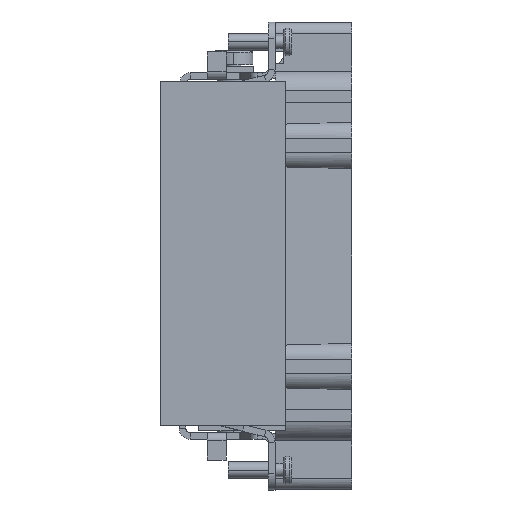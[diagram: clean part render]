
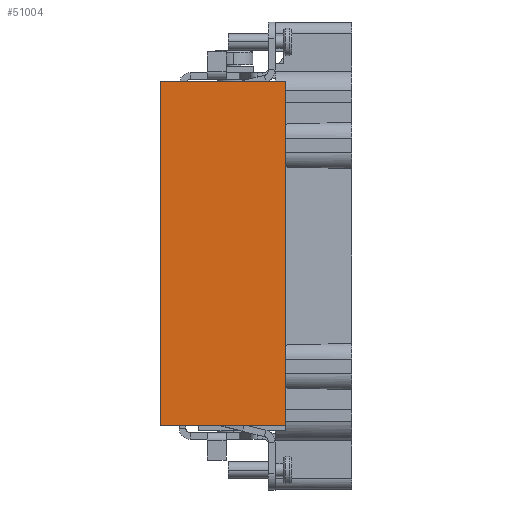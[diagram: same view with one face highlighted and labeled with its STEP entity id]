
A CAD part, left-side view. The second image highlights one B-rep face of the part: STEP entity #51004.
In plain terms, the highlighted planar face has unit normal (-1, 0, 0).
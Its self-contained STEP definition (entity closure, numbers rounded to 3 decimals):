
#4639=DIRECTION('',(0.,0.,-1.));
#4640=VECTOR('',#4639,62.3);
#4641=CARTESIAN_POINT('',(-17.,0.,48.4));
#4642=LINE('',#4641,#4640);
#4777=DIRECTION('',(0.,-1.,0.));
#4778=VECTOR('',#4777,22.7);
#4779=CARTESIAN_POINT('',(-17.,22.7,48.4));
#4780=LINE('',#4779,#4778);
#4781=DIRECTION('',(0.,1.,0.));
#4782=VECTOR('',#4781,22.7);
#4783=CARTESIAN_POINT('',(-17.,0.,-13.9));
#4784=LINE('',#4783,#4782);
#4797=DIRECTION('',(0.,0.,1.));
#4798=VECTOR('',#4797,62.3);
#4799=CARTESIAN_POINT('',(-17.,22.7,-13.9));
#4800=LINE('',#4799,#4798);
#37702=CARTESIAN_POINT('',(-17.,22.7,-13.9));
#37703=CARTESIAN_POINT('',(-17.,22.7,48.4));
#37704=VERTEX_POINT('',#37702);
#37705=VERTEX_POINT('',#37703);
#37742=CARTESIAN_POINT('',(-17.,0.,48.4));
#37743=CARTESIAN_POINT('',(-17.,0.,-13.9));
#37744=VERTEX_POINT('',#37742);
#37745=VERTEX_POINT('',#37743);
#50992=CARTESIAN_POINT('',(-17.,0.,-14.9));
#50993=DIRECTION('',(-1.,0.,0.));
#50994=DIRECTION('',(0.,0.,1.));
#50995=AXIS2_PLACEMENT_3D('',#50992,#50993,#50994);
#50996=PLANE('',#50995);
#50997=ORIENTED_EDGE('',*,*,#50719,.T.);
#50998=ORIENTED_EDGE('',*,*,#50851,.T.);
#50999=ORIENTED_EDGE('',*,*,#50908,.T.);
#51001=ORIENTED_EDGE('',*,*,#51000,.T.);
#51002=EDGE_LOOP('',(#50997,#50998,#50999,#51001));
#51003=FACE_OUTER_BOUND('',#51002,.F.);
#51004=ADVANCED_FACE('',(#51003),#50996,.T.);
#50719=EDGE_CURVE('',#37705,#37744,#4780,.T.);
#50851=EDGE_CURVE('',#37744,#37745,#4642,.T.);
#50908=EDGE_CURVE('',#37745,#37704,#4784,.T.);
#51000=EDGE_CURVE('',#37704,#37705,#4800,.T.);
